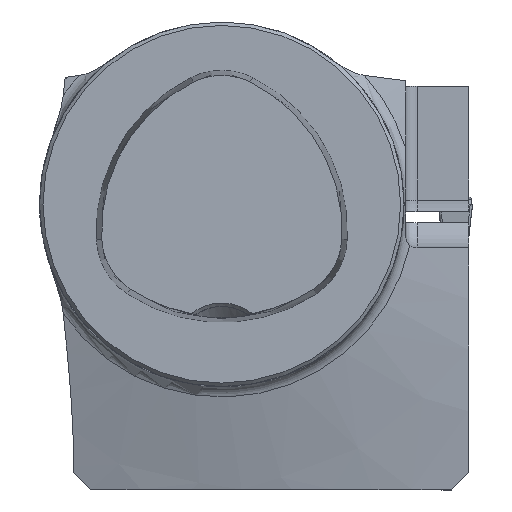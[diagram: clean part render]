
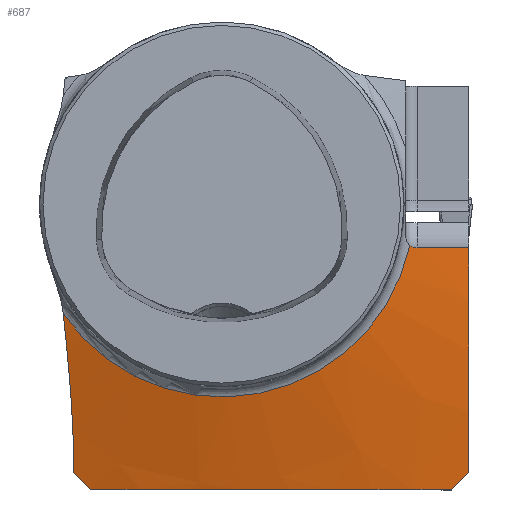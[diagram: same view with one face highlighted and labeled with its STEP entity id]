
A CAD part, top view. The second image highlights one B-rep face of the part: STEP entity #687.
In plain terms, the highlighted conical face has half-angle 75 degrees and reference radius 16 mm.
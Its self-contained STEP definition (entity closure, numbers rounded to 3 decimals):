
#687=ADVANCED_FACE('FP_RR_SU1',(#856),#844,.T.);
#844=CONICAL_SURFACE('',#2886,16.,75.);
#856=FACE_OUTER_BOUND('',#1010,.T.);
#1010=EDGE_LOOP('',(#1245,#1246,#1247,#1248,#1249,#1250,#1251,#1252,#1253));
#1174=CIRCLE('',#2885,16.889);
#1245=ORIENTED_EDGE('',*,*,#2323,.F.);
#1246=ORIENTED_EDGE('',*,*,#2324,.T.);
#1247=ORIENTED_EDGE('',*,*,#2325,.F.);
#1248=ORIENTED_EDGE('',*,*,#2326,.F.);
#1249=ORIENTED_EDGE('',*,*,#2327,.F.);
#1250=ORIENTED_EDGE('',*,*,#2328,.T.);
#1251=ORIENTED_EDGE('',*,*,#2329,.F.);
#1252=ORIENTED_EDGE('',*,*,#2330,.T.);
#1253=ORIENTED_EDGE('',*,*,#2331,.T.);
#2061=VERTEX_POINT('',#3770);
#2062=VERTEX_POINT('',#3771);
#2063=VERTEX_POINT('',#3776);
#2064=VERTEX_POINT('',#3781);
#2065=VERTEX_POINT('',#3789);
#2066=VERTEX_POINT('',#3797);
#2067=VERTEX_POINT('',#3799);
#2068=VERTEX_POINT('',#3804);
#2069=VERTEX_POINT('',#3809);
#2323=EDGE_CURVE('',#2061,#2062,#2731,.T.);
#2324=EDGE_CURVE('',#2061,#2063,#2732,.T.);
#2325=EDGE_CURVE('',#2064,#2063,#2733,.T.);
#2326=EDGE_CURVE('',#2065,#2064,#2734,.T.);
#2327=EDGE_CURVE('',#2066,#2065,#2735,.T.);
#2328=EDGE_CURVE('',#2066,#2067,#1174,.T.);
#2329=EDGE_CURVE('',#2068,#2067,#2736,.T.);
#2330=EDGE_CURVE('',#2068,#2069,#2737,.T.);
#2331=EDGE_CURVE('',#2069,#2062,#2738,.T.);
#2731=B_SPLINE_CURVE_WITH_KNOTS('',3,(#3764,#3765,#3766,#3767,#3768,#3769),
 .UNSPECIFIED.,.F.,.F.,(4,2,4),(0.,0.5,1.),.UNSPECIFIED.);
#2732=B_SPLINE_CURVE_WITH_KNOTS('',3,(#3772,#3773,#3774,#3775),
 .UNSPECIFIED.,.F.,.F.,(4,4),(0.,1.),.UNSPECIFIED.);
#2733=B_SPLINE_CURVE_WITH_KNOTS('',3,(#3777,#3778,#3779,#3780),
 .UNSPECIFIED.,.F.,.F.,(4,4),(0.,1.),.UNSPECIFIED.);
#2734=B_SPLINE_CURVE_WITH_KNOTS('',3,(#3782,#3783,#3784,#3785,#3786,#3787,
#3788),.UNSPECIFIED.,.F.,.F.,(4,3,4),(0.,0.136,1.),
 .UNSPECIFIED.);
#2735=B_SPLINE_CURVE_WITH_KNOTS('',3,(#3790,#3791,#3792,#3793,#3794,#3795,
#3796),.UNSPECIFIED.,.F.,.F.,(4,3,4),(0.,0.499,1.),
 .UNSPECIFIED.);
#2736=B_SPLINE_CURVE_WITH_KNOTS('',3,(#3800,#3801,#3802,#3803),
 .UNSPECIFIED.,.F.,.F.,(4,4),(0.,1.),.UNSPECIFIED.);
#2737=B_SPLINE_CURVE_WITH_KNOTS('',3,(#3805,#3806,#3807,#3808),
 .UNSPECIFIED.,.F.,.F.,(4,4),(0.,1.),.UNSPECIFIED.);
#2738=B_SPLINE_CURVE_WITH_KNOTS('',3,(#3810,#3811,#3812,#3813),
 .UNSPECIFIED.,.F.,.F.,(4,4),(0.,1.),.UNSPECIFIED.);
#2885=AXIS2_PLACEMENT_3D('',#3798,#3116,#3117);
#2886=AXIS2_PLACEMENT_3D('',#3814,#3118,#3119);
#3116=DIRECTION('',(0.,0.,-1.));
#3117=DIRECTION('',(-1.,0.,0.));
#3118=DIRECTION('',(0.,0.,-1.));
#3119=DIRECTION('',(1.,0.,0.));
#3764=CARTESIAN_POINT('',(20.175,-25.,-20.521));
#3765=CARTESIAN_POINT('',(14.933,-25.,-19.639));
#3766=CARTESIAN_POINT('',(9.659,-25.,-18.958));
#3767=CARTESIAN_POINT('',(-0.898,-25.,-18.469));
#3768=CARTESIAN_POINT('',(-6.205,-25.,-18.693));
#3769=CARTESIAN_POINT('',(-11.5,-25.,-19.286));
#3770=CARTESIAN_POINT('',(20.175,-25.,-20.521));
#3771=CARTESIAN_POINT('',(-11.5,-25.,-19.286));
#3772=CARTESIAN_POINT('',(20.175,-25.,-20.521));
#3773=CARTESIAN_POINT('',(20.675,-24.5,-20.501));
#3774=CARTESIAN_POINT('',(21.175,-24.,-20.487));
#3775=CARTESIAN_POINT('',(21.675,-23.5,-20.479));
#3776=CARTESIAN_POINT('',(21.675,-23.5,-20.479));
#3777=CARTESIAN_POINT('',(21.675,-3.8,-17.809));
#3778=CARTESIAN_POINT('',(21.675,-10.449,-18.117));
#3779=CARTESIAN_POINT('',(21.675,-16.989,-19.197));
#3780=CARTESIAN_POINT('',(21.675,-23.5,-20.479));
#3781=CARTESIAN_POINT('',(21.675,-3.8,-17.809));
#3782=CARTESIAN_POINT('',(17.15,-3.8,-16.62));
#3783=CARTESIAN_POINT('',(17.356,-3.8,-16.673));
#3784=CARTESIAN_POINT('',(17.562,-3.8,-16.727));
#3785=CARTESIAN_POINT('',(17.767,-3.8,-16.781));
#3786=CARTESIAN_POINT('',(19.07,-3.8,-17.123));
#3787=CARTESIAN_POINT('',(20.373,-3.8,-17.465));
#3788=CARTESIAN_POINT('',(21.675,-3.8,-17.809));
#3789=CARTESIAN_POINT('',(17.15,-3.8,-16.62));
#3790=CARTESIAN_POINT('',(16.508,-3.567,-16.438));
#3791=CARTESIAN_POINT('',(16.597,-3.641,-16.466));
#3792=CARTESIAN_POINT('',(16.7,-3.701,-16.496));
#3793=CARTESIAN_POINT('',(16.809,-3.74,-16.527));
#3794=CARTESIAN_POINT('',(16.917,-3.779,-16.558));
#3795=CARTESIAN_POINT('',(17.034,-3.8,-16.589));
#3796=CARTESIAN_POINT('',(17.15,-3.8,-16.62));
#3797=CARTESIAN_POINT('',(16.508,-3.567,-16.438));
#3798=CARTESIAN_POINT('',(0.,0.,-16.438));
#3799=CARTESIAN_POINT('',(-13.921,-9.564,-16.438));
#3800=CARTESIAN_POINT('',(-13.,-22.998,-18.991));
#3801=CARTESIAN_POINT('',(-13.,-18.543,-17.952));
#3802=CARTESIAN_POINT('',(-13.441,-14.075,-17.017));
#3803=CARTESIAN_POINT('',(-13.921,-9.564,-16.438));
#3804=CARTESIAN_POINT('',(-13.,-22.998,-18.991));
#3805=CARTESIAN_POINT('',(-13.,-22.998,-18.991));
#3806=CARTESIAN_POINT('',(-13.,-23.165,-19.03));
#3807=CARTESIAN_POINT('',(-13.,-23.333,-19.07));
#3808=CARTESIAN_POINT('',(-13.,-23.5,-19.109));
#3809=CARTESIAN_POINT('',(-13.,-23.5,-19.109));
#3810=CARTESIAN_POINT('',(-13.,-23.5,-19.109));
#3811=CARTESIAN_POINT('',(-12.5,-24.,-19.161));
#3812=CARTESIAN_POINT('',(-12.,-24.5,-19.221));
#3813=CARTESIAN_POINT('',(-11.5,-25.,-19.286));
#3814=CARTESIAN_POINT('',(0.,0.,-16.2));
